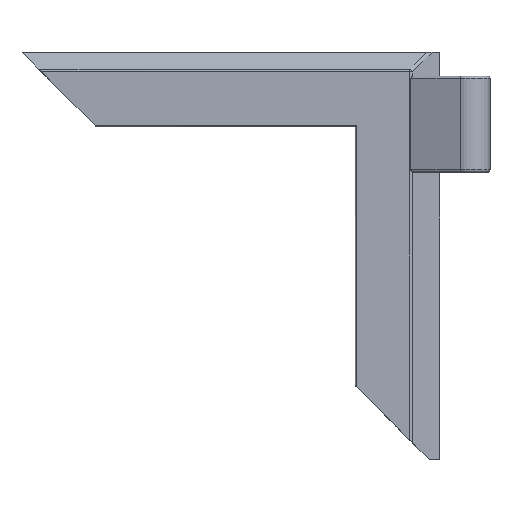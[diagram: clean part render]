
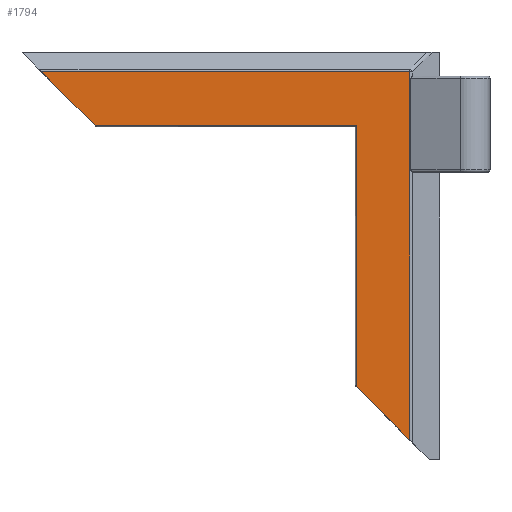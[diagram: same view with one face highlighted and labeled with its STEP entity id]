
A CAD part, front view. The second image highlights one B-rep face of the part: STEP entity #1794.
In plain terms, the highlighted planar face has unit normal (0, -1, 0).
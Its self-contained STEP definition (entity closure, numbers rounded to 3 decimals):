
#75=FACE_OUTER_BOUND('',#176,.T.);
#176=EDGE_LOOP('',(#1252,#1253,#1254,#1255,#1256,#1257));
#304=LINE('',#2586,#530);
#334=LINE('',#2657,#560);
#335=LINE('',#2672,#561);
#337=LINE('',#2689,#563);
#338=LINE('',#2691,#564);
#339=LINE('',#2692,#565);
#530=VECTOR('',#2072,10.);
#560=VECTOR('',#2118,10.);
#561=VECTOR('',#2121,10.);
#563=VECTOR('',#2125,10.);
#564=VECTOR('',#2126,10.);
#565=VECTOR('',#2127,10.);
#759=VERTEX_POINT('',#2583);
#760=VERTEX_POINT('',#2585);
#792=VERTEX_POINT('',#2651);
#793=VERTEX_POINT('',#2655);
#796=VERTEX_POINT('',#2688);
#797=VERTEX_POINT('',#2690);
#932=EDGE_CURVE('',#760,#759,#304,.T.);
#968=EDGE_CURVE('',#793,#792,#334,.T.);
#970=EDGE_CURVE('',#792,#759,#335,.T.);
#973=EDGE_CURVE('',#796,#793,#337,.T.);
#974=EDGE_CURVE('',#797,#796,#338,.T.);
#975=EDGE_CURVE('',#797,#760,#339,.T.);
#1252=ORIENTED_EDGE('',*,*,#970,.F.);
#1253=ORIENTED_EDGE('',*,*,#968,.F.);
#1254=ORIENTED_EDGE('',*,*,#973,.F.);
#1255=ORIENTED_EDGE('',*,*,#974,.F.);
#1256=ORIENTED_EDGE('',*,*,#975,.T.);
#1257=ORIENTED_EDGE('',*,*,#932,.T.);
#1711=PLANE('',#1910);
#1794=ADVANCED_FACE('',(#75),#1711,.T.);
#1910=AXIS2_PLACEMENT_3D('',#2687,#2123,#2124);
#2072=DIRECTION('',(0.707,0.,-0.707));
#2118=DIRECTION('',(1.,0.,0.));
#2121=DIRECTION('',(0.,0.,-1.));
#2123=DIRECTION('center_axis',(0.,-1.,0.));
#2124=DIRECTION('ref_axis',(-1.,0.,0.));
#2125=DIRECTION('',(-0.707,0.,0.707));
#2126=DIRECTION('',(-1.,0.,0.));
#2127=DIRECTION('',(0.,0.,-1.));
#2583=CARTESIAN_POINT('',(3.411,-230.5,169.189));
#2585=CARTESIAN_POINT('',(-7.75,-230.5,180.35));
#2586=CARTESIAN_POINT('',(-14.664,-230.5,187.264));
#2651=CARTESIAN_POINT('',(3.411,-230.5,245.911));
#2655=CARTESIAN_POINT('',(-73.311,-230.5,245.911));
#2657=CARTESIAN_POINT('',(5.621,-230.5,245.911));
#2672=CARTESIAN_POINT('',(3.411,-230.5,250.));
#2687=CARTESIAN_POINT('Origin',(3.743,-230.5,250.));
#2688=CARTESIAN_POINT('',(-62.15,-230.5,234.75));
#2689=CARTESIAN_POINT('',(-55.236,-230.5,227.836));
#2690=CARTESIAN_POINT('',(-7.75,-230.5,234.75));
#2691=CARTESIAN_POINT('',(7.5,-230.5,234.75));
#2692=CARTESIAN_POINT('',(-7.75,-230.5,250.));
